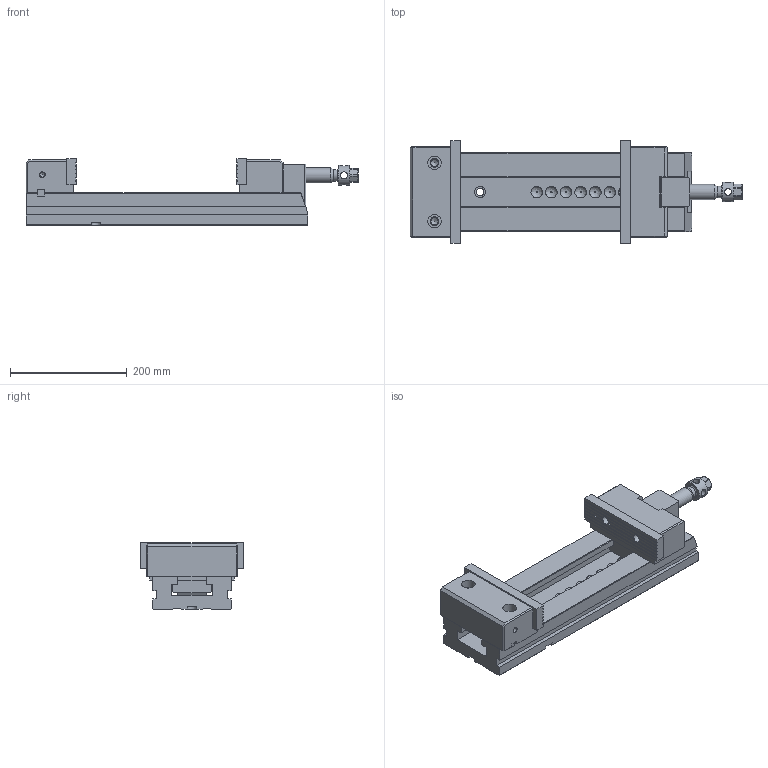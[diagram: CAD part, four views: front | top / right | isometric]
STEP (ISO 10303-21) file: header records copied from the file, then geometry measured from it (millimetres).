
FILE_DESCRIPTION(/* description */ (''),/* implementation_level */ '2;1');
FILE_NAME(/* name */ '29_175L_Mordaza.stp',/* time_stamp */ '2013-07-09T12:57:12+02:00',/* author */ (''),/* organization */ (''),/* preprocessor_version */ 'ST-DEVELOPER v11',/* originating_system */ 'SIEMENS PLM Software NX 7.5',/* authorisation */ '');
FILE_SCHEMA (('AUTOMOTIVE_DESIGN { 1 0 10303 214 1 1 1 1 }'));
Length unit declared in the file: millimetre
Products named in the file (1): 29_175L_Mordaza
Bounding box: 568.1 x 175 x 114.5 mm (x, y, z)
Volume: 4197816.8 mm3; surface area: 508832.6 mm2
Topology: 12 solids, 12 shells, 456 faces, 1215 edges, 799 vertices
Faces by surface type: plane 294, cylinder 87, cone 55, bspline 9, torus 9, sphere 2
Full cylindrical faces by diameter (mm): 4.351 x1, 5.188 x5, 6.985 x4, 8.4 x4, 8.782 x2, 10.579 x4, 12 x4, 12.376 x2, 13 x6, 14 x4, 15 x2, 16 x2, 16.5 x1, 19 x6, 20 x5, 21.25 x1, 23 x2, 26 x1, 30 x2, 33.8 x1, 34 x3
Entity records: 16772 total; most frequent: CARTESIAN_POINT 2855, DIRECTION 2149, ORIENTED_EDGE 2020, EDGE_CURVE 1010, VERTEX_POINT 747, AXIS2_PLACEMENT_3D 733, LINE 683, VECTOR 683
